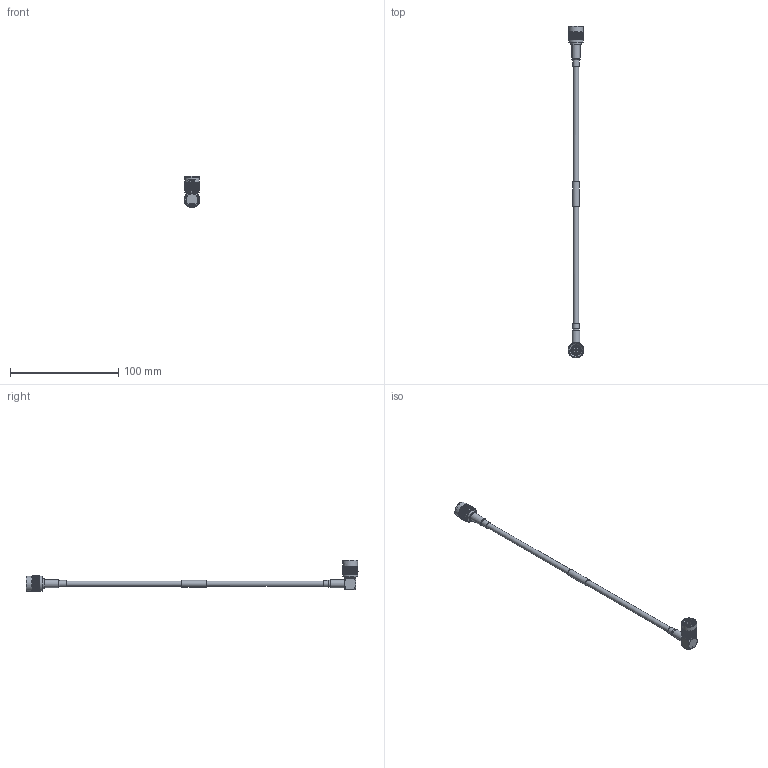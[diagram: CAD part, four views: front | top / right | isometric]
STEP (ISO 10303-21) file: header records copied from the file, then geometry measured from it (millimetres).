
FILE_DESCRIPTION(/* description */ ('Unknown'),/* implementation_level */ '2;1');
FILE_NAME(/* name */ '65510110130501',/* time_stamp */ '2023-06-06T09:46:43+02:00',/* author */ ('Unknown'),/* organization */ ('Unknown'),/* preprocessor_version */ 'ST-DEVELOPER v18.102',/* originating_system */ 'Solid Edge',/* authorisation */ 'Unknown');
FILE_SCHEMA (('AUTOMOTIVE_DESIGN {1 0 10303 214 3 1 1}'));
Products named in the file (1): 65510110130501
Bounding box: 14.5 x 307.05 x 28.8 mm (x, y, z)
Volume: 10858.8 mm3; surface area: 13349.3 mm2
Topology: 2 solids, 2 shells, 4916 faces, 12444 edges, 7561 vertices
Faces by surface type: bspline 3315, cylinder 1292, plane 219, cone 43, torus 31, sphere 16
Full cylindrical faces by diameter (mm): 0.5 x1, 1 x1, 1.1 x1, 1.33 x2, 1.67 x1, 1.85 x1, 2.1 x4, 2.15 x1, 2.43 x1, 5 x2, 5.1 x1, 5.3 x1, 6 x2, 6.1 x1, 6.4 x1, 6.9 x1, 6.95 x2, 7 x1, 7.4 x2, 7.6 x2, 7.8 x2, 8.4 x6, 8.65 x1, 8.85 x2, 9 x1, 9.4 x2, 11.45 x4, 12.3 x2, 12.6 x2, 12.8 x1
Entity records: 242416 total; most frequent: CARTESIAN_POINT 129356, ORIENTED_EDGE 24562, EDGE_CURVE 12281, B_SPLINE_CURVE_WITH_KNOTS 8895, VERTEX_POINT 7514, FACE_BOUND 5065, EDGE_LOOP 5064, ADVANCED_FACE 4916
